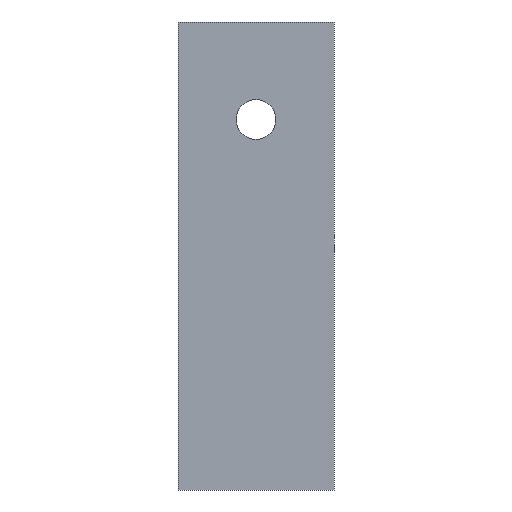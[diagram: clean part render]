
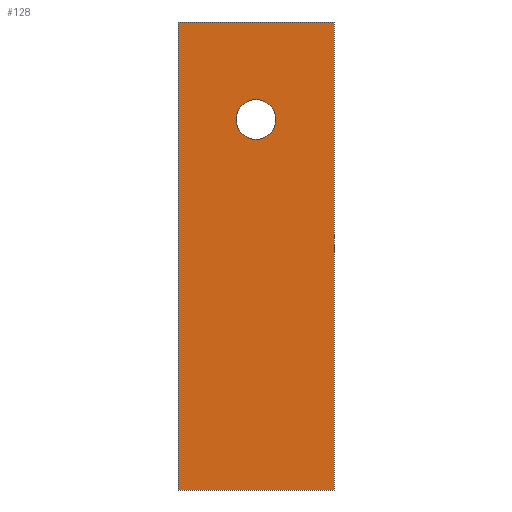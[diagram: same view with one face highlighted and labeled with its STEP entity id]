
A CAD part, front view. The second image highlights one B-rep face of the part: STEP entity #128.
In plain terms, the highlighted planar face has unit normal (0, -1, 0).
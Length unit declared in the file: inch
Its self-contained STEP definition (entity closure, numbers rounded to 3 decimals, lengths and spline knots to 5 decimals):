
#14=LINE('',#204,#26);
#15=LINE('',#206,#27);
#16=LINE('',#208,#28);
#17=LINE('',#209,#29);
#26=VECTOR('',#173,39.37008);
#27=VECTOR('',#174,39.37008);
#28=VECTOR('',#175,39.37008);
#29=VECTOR('',#176,39.37008);
#38=PLANE('',#157);
#45=FACE_BOUND('',#57,.T.);
#48=FACE_OUTER_BOUND('',#56,.T.);
#56=EDGE_LOOP('',(#92,#93,#94,#95));
#57=EDGE_LOOP('',(#96));
#65=CIRCLE('',#156,0.51);
#67=VERTEX_POINT('',#199);
#68=VERTEX_POINT('',#202);
#69=VERTEX_POINT('',#203);
#70=VERTEX_POINT('',#205);
#71=VERTEX_POINT('',#207);
#77=EDGE_CURVE('',#67,#67,#65,.T.);
#78=EDGE_CURVE('',#68,#69,#14,.T.);
#79=EDGE_CURVE('',#69,#70,#15,.T.);
#80=EDGE_CURVE('',#70,#71,#16,.T.);
#81=EDGE_CURVE('',#71,#68,#17,.T.);
#92=ORIENTED_EDGE('',*,*,#78,.T.);
#93=ORIENTED_EDGE('',*,*,#79,.T.);
#94=ORIENTED_EDGE('',*,*,#80,.T.);
#95=ORIENTED_EDGE('',*,*,#81,.T.);
#96=ORIENTED_EDGE('',*,*,#77,.T.);
#128=ADVANCED_FACE('',(#48,#45),#38,.T.);
#156=AXIS2_PLACEMENT_3D('',#200,#169,#170);
#157=AXIS2_PLACEMENT_3D('',#201,#171,#172);
#169=DIRECTION('center_axis',(0.,1.,0.));
#170=DIRECTION('ref_axis',(0.,0.,-1.));
#171=DIRECTION('center_axis',(0.,-1.,0.));
#172=DIRECTION('ref_axis',(0.,0.,-1.));
#173=DIRECTION('',(0.,0.,-1.));
#174=DIRECTION('',(1.,0.,0.));
#175=DIRECTION('',(0.,0.,1.));
#176=DIRECTION('',(-1.,0.,0.));
#199=CARTESIAN_POINT('',(-4.,-0.25,-4.01));
#200=CARTESIAN_POINT('Origin',(-4.,-0.25,-3.5));
#201=CARTESIAN_POINT('Origin',(-4.,-0.25,-7.));
#202=CARTESIAN_POINT('',(-6.,-0.25,-1.));
#203=CARTESIAN_POINT('',(-6.,-0.25,-13.));
#204=CARTESIAN_POINT('',(-6.,-0.25,-7.));
#205=CARTESIAN_POINT('',(-2.,-0.25,-13.));
#206=CARTESIAN_POINT('',(-4.,-0.25,-13.));
#207=CARTESIAN_POINT('',(-2.,-0.25,-1.));
#208=CARTESIAN_POINT('',(-2.,-0.25,-7.));
#209=CARTESIAN_POINT('',(-4.,-0.25,-1.));
